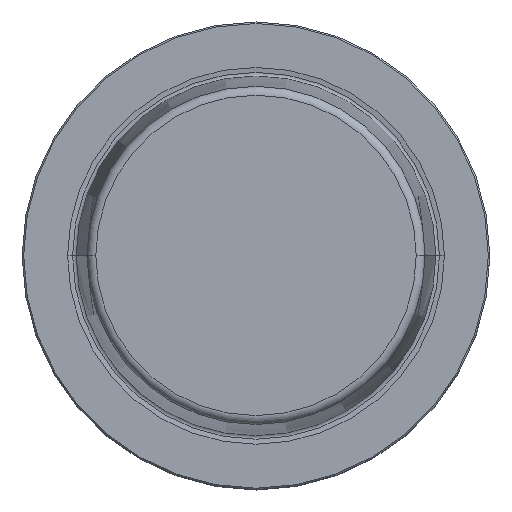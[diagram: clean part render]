
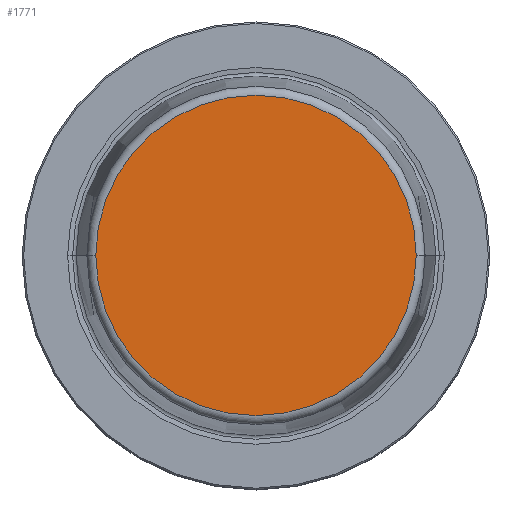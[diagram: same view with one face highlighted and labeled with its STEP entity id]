
A CAD part, top view. The second image highlights one B-rep face of the part: STEP entity #1771.
In plain terms, the highlighted planar face has unit normal (0, 0, 1).
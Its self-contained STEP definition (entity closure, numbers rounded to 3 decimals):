
#330=CARTESIAN_POINT('',(0.,0.,31.9));
#331=DIRECTION('',(0.,0.,1.));
#332=DIRECTION('',(1.,0.,0.));
#333=AXIS2_PLACEMENT_3D('',#330,#331,#332);
#338=CARTESIAN_POINT('',(0.,0.,31.9));
#339=DIRECTION('',(0.,0.,-1.));
#340=DIRECTION('',(1.,0.,0.));
#341=AXIS2_PLACEMENT_3D('',#338,#339,#340);
#1372=CARTESIAN_POINT('',(21.581,0.,31.9));
#1373=VERTEX_POINT('',#1372);
#1388=CARTESIAN_POINT('',(-21.581,0.,31.9));
#1389=VERTEX_POINT('',#1388);
#1762=CARTESIAN_POINT('',(0.,0.,31.9));
#1763=DIRECTION('',(0.,0.,-1.));
#1764=DIRECTION('',(-1.,0.,0.));
#1765=AXIS2_PLACEMENT_3D('',#1762,#1763,#1764);
#1766=PLANE('',#1765);
#1767=ORIENTED_EDGE('',*,*,#1755,.F.);
#1768=ORIENTED_EDGE('',*,*,#1744,.T.);
#1769=EDGE_LOOP('',(#1767,#1768));
#1770=FACE_OUTER_BOUND('',#1769,.F.);
#334=CIRCLE('',#333,21.581);
#342=CIRCLE('',#341,21.581);
#1744=EDGE_CURVE('',#1373,#1389,#342,.T.);
#1755=EDGE_CURVE('',#1373,#1389,#334,.T.);
#1771=ADVANCED_FACE('',(#1770),#1766,.F.);
